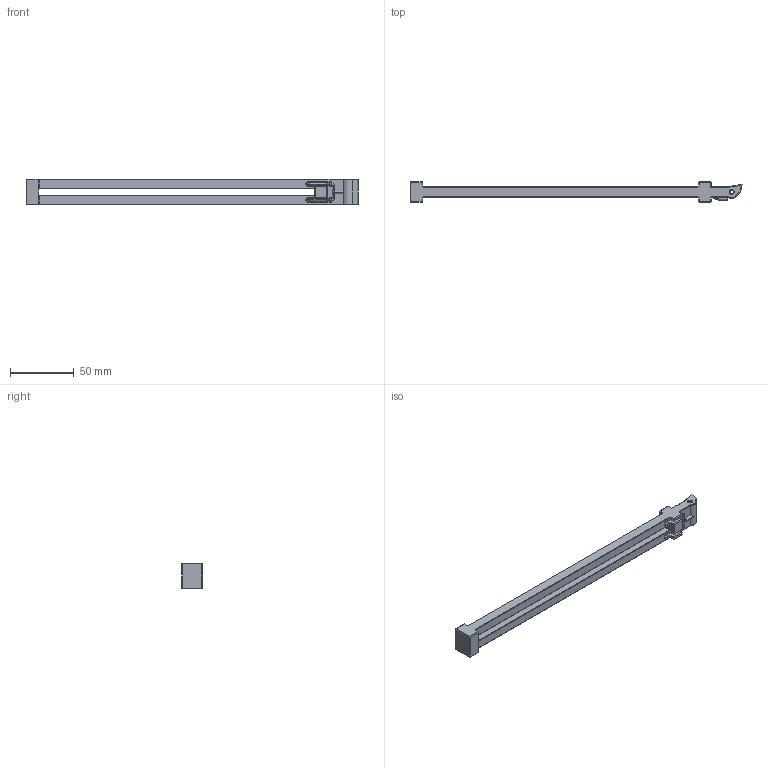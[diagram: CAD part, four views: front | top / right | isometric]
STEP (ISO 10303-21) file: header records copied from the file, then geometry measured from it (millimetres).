
FILE_DESCRIPTION (( 'STEP AP214' ), '1' );
FILE_NAME ('Pieza2.STEP', '2020-06-10T01:13:37', ( '' ), ( '' ), 'SwSTEP 2.0', 'SolidWorks 2013', '' );
FILE_SCHEMA (( 'AUTOMOTIVE_DESIGN' ));
Length unit declared in the file: millimetre
Products named in the file (1): Pieza2
Bounding box: 260 x 16 x 20 mm (x, y, z)
Volume: 36243.4 mm3; surface area: 21352.6 mm2
Topology: 4 solids, 4 shells, 248 faces, 564 edges, 320 vertices
Faces by surface type: plane 191, cylinder 29, cone 12, torus 12, bspline 4
Entity records: 7500 total; most frequent: CARTESIAN_POINT 1509, ORIENTED_EDGE 1128, DIRECTION 1124, EDGE_CURVE 564, VECTOR 454, LINE 454, AXIS2_PLACEMENT_3D 335, VERTEX_POINT 320
